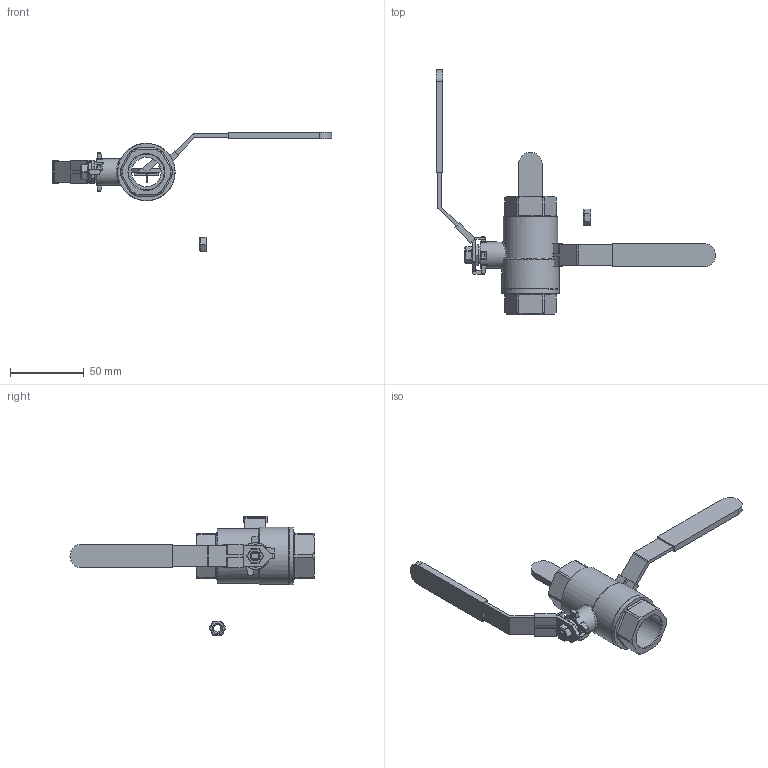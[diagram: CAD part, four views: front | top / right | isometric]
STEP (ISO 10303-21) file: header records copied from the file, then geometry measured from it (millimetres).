
FILE_DESCRIPTION( ( 'Unknown' ), '1' );
FILE_NAME( '8.105.020.stp', 'Unknown', ( 'Unknown' ), ( 'Unknown' ), 'PSStep 13.0', 'Unknown', ' ' );
FILE_SCHEMA( ( 'AUTOMOTIVE_DESIGN { 1 0 10303 214 1 1 1 1 }' ) );
Length unit declared in the file: millimetre
Products named in the file (7): Hebel 020; Assem1; Ummantelung 020; Lasche 020; DIN934-M6.1.1; 8.105.020
Bounding box: 190 x 166 x 81.2 mm (x, y, z)
Volume: 138641.3 mm3; surface area: 69931.7 mm2
Topology: 13 solids, 13 shells, 527 faces, 1410 edges, 938 vertices
Faces by surface type: plane 312, cylinder 161, cone 38, bspline 16
Full cylindrical faces by diameter (mm): 5 x2, 12 x2, 18 x2, 20 x2, 24.117 x4, 37 x2, 38.5 x2, 39 x4
Entity records: 10359 total; most frequent: CARTESIAN_POINT 2882, ORIENTED_EDGE 1178, DIRECTION 1104, EDGE_CURVE 589, VERTEX_POINT 399, AXIS2_PLACEMENT_3D 370, LINE 364, VECTOR 364
